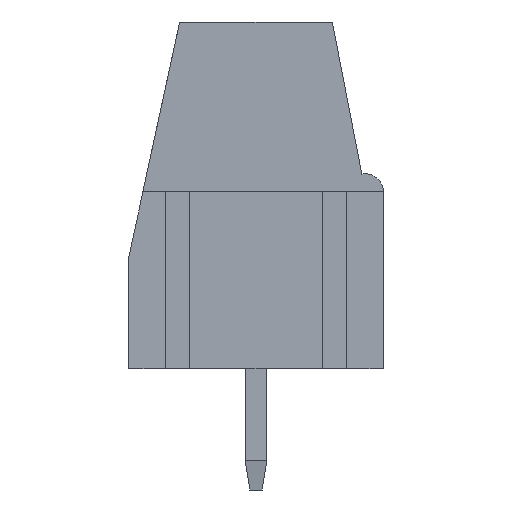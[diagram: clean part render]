
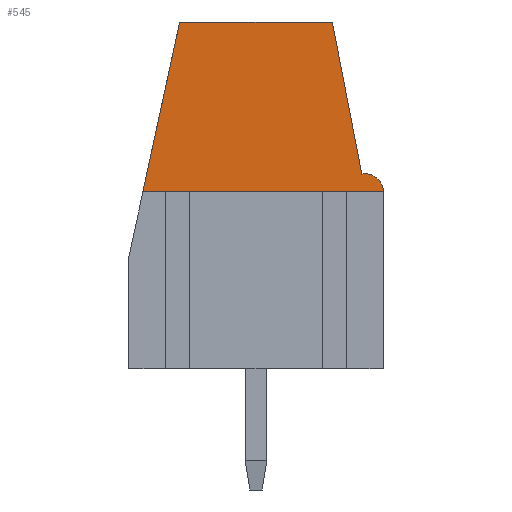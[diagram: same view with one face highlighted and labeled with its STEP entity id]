
A CAD part, left-side view. The second image highlights one B-rep face of the part: STEP entity #545.
In plain terms, the highlighted planar face has unit normal (-1, 0, 0).
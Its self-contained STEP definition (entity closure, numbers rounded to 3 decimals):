
#84 = CARTESIAN_POINT ( 'NONE',  ( -83.916, 14.616, 33.578 ) ) ;
#183 = VERTEX_POINT ( 'NONE', #4986 ) ;
#377 = DIRECTION ( 'NONE',  ( 0., 1., 0. ) ) ;
#428 = VECTOR ( 'NONE', #1974, 1000. ) ;
#509 = CARTESIAN_POINT ( 'NONE',  ( -83.916, 14.475, 32.851 ) ) ;
#545 = ADVANCED_FACE ( 'NONE', ( #4324 ), #6532, .T. ) ;
#774 = EDGE_CURVE ( 'NONE', #5431, #183, #3218, .T. ) ;
#993 = VERTEX_POINT ( 'NONE', #2819 ) ;
#1151 = ORIENTED_EDGE ( 'NONE', *, *, #3887, .T. ) ;
#1257 = EDGE_CURVE ( 'NONE', #3915, #993, #2558, .T. ) ;
#1268 = CARTESIAN_POINT ( 'NONE',  ( -83.916, 13.735, 32.851 ) ) ;
#1364 = LINE ( 'NONE', #3662, #6602 ) ;
#1595 = EDGE_CURVE ( 'NONE', #2005, #6316, #1364, .T. ) ;
#1642 = DIRECTION ( 'NONE',  ( 0., 0.212, -0.977 ) ) ;
#1974 = DIRECTION ( 'NONE',  ( 0., 0.191, 0.982 ) ) ;
#1982 = DIRECTION ( 'NONE',  ( -1., 0., 0. ) ) ;
#2005 = VERTEX_POINT ( 'NONE', #3858 ) ;
#2062 = DIRECTION ( 'NONE',  ( -1., 0., 0. ) ) ;
#2281 = CIRCLE ( 'NONE', #4934, 0.74 ) ;
#2528 = ORIENTED_EDGE ( 'NONE', *, *, #2853, .T. ) ;
#2558 = LINE ( 'NONE', #4526, #428 ) ;
#2819 = CARTESIAN_POINT ( 'NONE',  ( -83.916, 15.835, 39.851 ) ) ;
#2853 = EDGE_CURVE ( 'NONE', #6316, #5431, #6065, .T. ) ;
#2916 = EDGE_CURVE ( 'NONE', #183, #3915, #2281, .T. ) ;
#2949 = DIRECTION ( 'NONE',  ( 0., -1., 0. ) ) ;
#2987 = CARTESIAN_POINT ( 'NONE',  ( -83.916, 23.651, 32.851 ) ) ;
#2999 = CARTESIAN_POINT ( 'NONE',  ( -83.916, 14.475, 32.851 ) ) ;
#3087 = LINE ( 'NONE', #4223, #5634 ) ;
#3210 = DIRECTION ( 'NONE',  ( 0., 1., 0. ) ) ;
#3218 = CIRCLE ( 'NONE', #6372, 0.74 ) ;
#3560 = DIRECTION ( 'NONE',  ( 0., 1., 0. ) ) ;
#3662 = CARTESIAN_POINT ( 'NONE',  ( -83.916, 22.135, 39.851 ) ) ;
#3751 = ORIENTED_EDGE ( 'NONE', *, *, #1595, .T. ) ;
#3858 = CARTESIAN_POINT ( 'NONE',  ( -83.916, 22.135, 39.851 ) ) ;
#3887 = EDGE_CURVE ( 'NONE', #993, #2005, #3087, .T. ) ;
#3915 = VERTEX_POINT ( 'NONE', #84 ) ;
#3963 = ORIENTED_EDGE ( 'NONE', *, *, #1257, .T. ) ;
#3981 = CARTESIAN_POINT ( 'NONE',  ( -83.916, 14.475, 32.851 ) ) ;
#4223 = CARTESIAN_POINT ( 'NONE',  ( -83.916, 15.835, 39.851 ) ) ;
#4324 = FACE_OUTER_BOUND ( 'NONE', #6080, .T. ) ;
#4526 = CARTESIAN_POINT ( 'NONE',  ( -83.916, 14.616, 33.578 ) ) ;
#4532 = VECTOR ( 'NONE', #2949, 1000. ) ;
#4934 = AXIS2_PLACEMENT_3D ( 'NONE', #509, #2062, #3560 ) ;
#4945 = ORIENTED_EDGE ( 'NONE', *, *, #2916, .T. ) ;
#4953 = DIRECTION ( 'NONE',  ( 0., 0., 1. ) ) ;
#4986 = CARTESIAN_POINT ( 'NONE',  ( -83.916, 14.475, 33.591 ) ) ;
#4993 = AXIS2_PLACEMENT_3D ( 'NONE', #3981, #6474, #4953 ) ;
#5431 = VERTEX_POINT ( 'NONE', #1268 ) ;
#5634 = VECTOR ( 'NONE', #3210, 1000. ) ;
#6036 = CARTESIAN_POINT ( 'NONE',  ( -83.916, 14.735, 32.851 ) ) ;
#6051 = ORIENTED_EDGE ( 'NONE', *, *, #774, .T. ) ;
#6065 = LINE ( 'NONE', #6036, #4532 ) ;
#6080 = EDGE_LOOP ( 'NONE', ( #3963, #1151, #3751, #2528, #6051, #4945 ) ) ;
#6316 = VERTEX_POINT ( 'NONE', #2987 ) ;
#6372 = AXIS2_PLACEMENT_3D ( 'NONE', #2999, #1982, #377 ) ;
#6474 = DIRECTION ( 'NONE',  ( -1., 0., 0. ) ) ;
#6532 = PLANE ( 'NONE',  #4993 ) ;
#6602 = VECTOR ( 'NONE', #1642, 1000. ) ;
